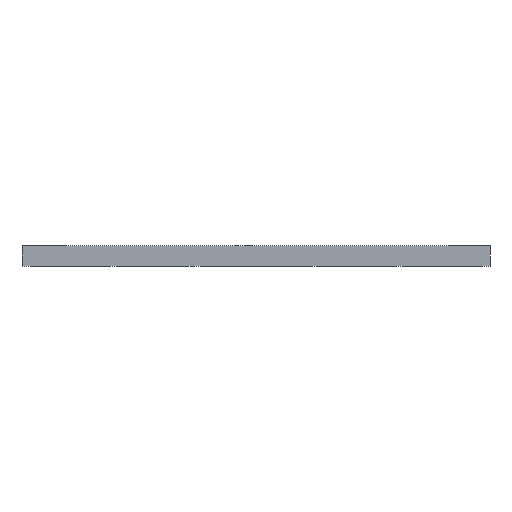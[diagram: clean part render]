
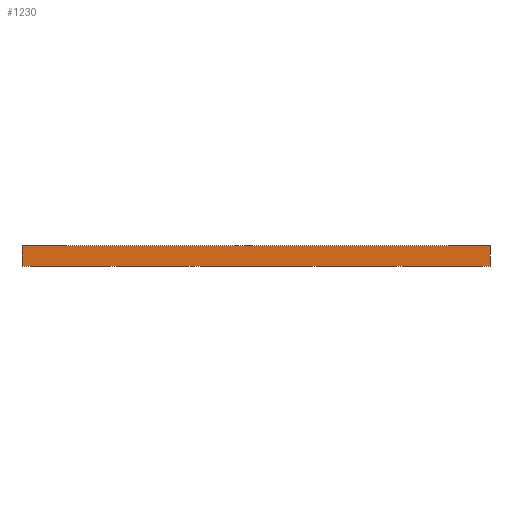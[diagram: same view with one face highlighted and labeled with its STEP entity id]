
A CAD part, front view. The second image highlights one B-rep face of the part: STEP entity #1230.
In plain terms, the highlighted planar face has unit normal (0, -1, 0).
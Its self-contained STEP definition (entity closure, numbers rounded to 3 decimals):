
#349=PLANE('',#4580);
#622=LINE('',#10090,#942);
#645=LINE('',#10149,#965);
#647=LINE('',#10152,#967);
#942=VECTOR('',#5142,1.);
#965=VECTOR('',#5167,1.);
#967=VECTOR('',#5171,1.);
#1230=ADVANCED_FACE('',(#1552),#349,.F.);
#1552=FACE_OUTER_BOUND('',#1844,.T.);
#1844=EDGE_LOOP('',(#2956,#2957,#2958,#2959));
#2956=ORIENTED_EDGE('',*,*,#4031,.T.);
#2957=ORIENTED_EDGE('',*,*,#4059,.T.);
#2958=ORIENTED_EDGE('',*,*,#4095,.F.);
#2959=ORIENTED_EDGE('',*,*,#4061,.F.);
#3477=VERTEX_POINT('',#10091);
#3478=VERTEX_POINT('',#10092);
#3485=VERTEX_POINT('',#10148);
#3486=VERTEX_POINT('',#10153);
#4031=EDGE_CURVE('',#3477,#3478,#622,.T.);
#4059=EDGE_CURVE('',#3478,#3485,#645,.T.);
#4061=EDGE_CURVE('',#3477,#3486,#647,.T.);
#4095=EDGE_CURVE('',#3486,#3485,#4417,.T.);
#4417=B_SPLINE_CURVE_WITH_KNOTS('',3,(#10878,#10879,#10880,#10881,#10882,
#10883,#10884,#10885,#10886,#10887,#10888,#10889,#10890,#10891,#10892,#10893,
#10894,#10895,#10896,#10897,#10898,#10899,#10900),.UNSPECIFIED.,.F.,.F.,
(4,1,1,1,1,1,1,1,1,1,1,1,1,1,1,1,1,1,1,1,4),(0.,0.063,0.125,0.25,0.313,
0.375,0.406,0.414,0.422,0.438,0.5,0.563,0.578,0.586,0.594,
0.625,0.688,0.75,0.875,0.938,1.),.UNSPECIFIED.);
#4580=AXIS2_PLACEMENT_3D('',#12196,#5231,#5232);
#5142=DIRECTION('',(1.,0.,0.));
#5167=DIRECTION('',(0.,0.,1.));
#5171=DIRECTION('',(0.,0.,1.));
#5231=DIRECTION('',(0.,1.,0.));
#5232=DIRECTION('',(1.,0.,0.));
#10090=CARTESIAN_POINT('',(-3000.,0.,-35.));
#10091=CARTESIAN_POINT('',(-3000.,0.,-35.));
#10092=CARTESIAN_POINT('',(-2200.,0.,-35.));
#10148=CARTESIAN_POINT('',(-2200.,0.,0.));
#10149=CARTESIAN_POINT('',(-2200.,0.,0.));
#10152=CARTESIAN_POINT('',(-3000.,0.,0.));
#10153=CARTESIAN_POINT('',(-3000.,0.,0.));
#10878=CARTESIAN_POINT('',(-3000.,0.,0.));
#10879=CARTESIAN_POINT('',(-2983.339,0.,0.));
#10880=CARTESIAN_POINT('',(-2950.016,0.,0.));
#10881=CARTESIAN_POINT('',(-2883.37,0.,0.));
#10882=CARTESIAN_POINT('',(-2816.718,0.,0.));
#10883=CARTESIAN_POINT('',(-2750.053,0.,0.));
#10884=CARTESIAN_POINT('',(-2708.38,0.,0.));
#10885=CARTESIAN_POINT('',(-2681.288,0.,0.));
#10886=CARTESIAN_POINT('',(-2668.783,0.,0.));
#10887=CARTESIAN_POINT('',(-2660.446,0.,0.));
#10888=CARTESIAN_POINT('',(-2637.52,0.,0.));
#10889=CARTESIAN_POINT('',(-2600.,0.,0.));
#10890=CARTESIAN_POINT('',(-2562.481,0.,0.));
#10891=CARTESIAN_POINT('',(-2539.554,0.,0.));
#10892=CARTESIAN_POINT('',(-2531.217,0.,0.));
#10893=CARTESIAN_POINT('',(-2518.712,0.,0.));
#10894=CARTESIAN_POINT('',(-2491.62,0.,0.));
#10895=CARTESIAN_POINT('',(-2449.947,0.,0.));
#10896=CARTESIAN_POINT('',(-2383.282,0.,0.));
#10897=CARTESIAN_POINT('',(-2316.63,0.,0.));
#10898=CARTESIAN_POINT('',(-2249.984,0.,0.));
#10899=CARTESIAN_POINT('',(-2216.661,0.,0.));
#10900=CARTESIAN_POINT('',(-2200.,0.,0.));
#12196=CARTESIAN_POINT('',(-3000.,0.,0.));
